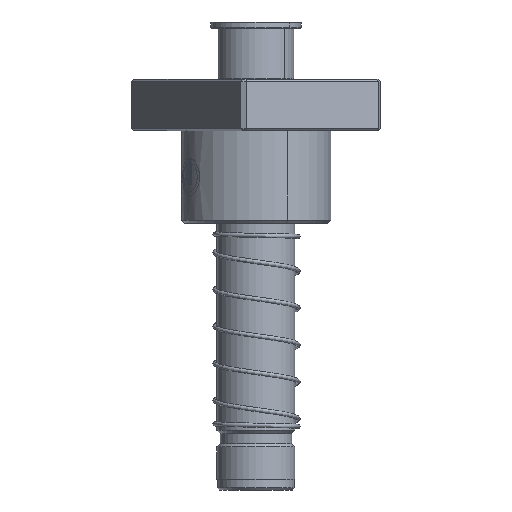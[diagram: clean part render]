
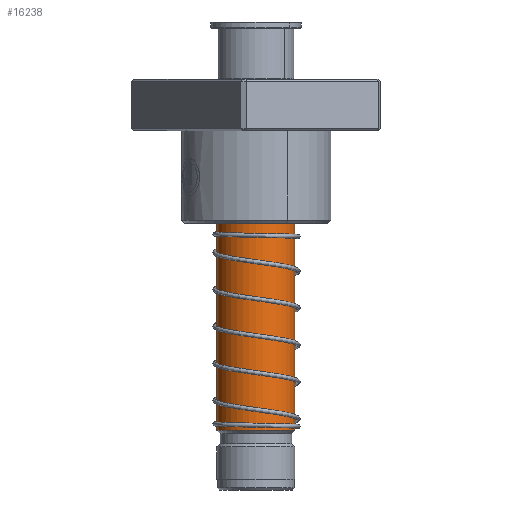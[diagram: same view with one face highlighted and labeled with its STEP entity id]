
A CAD part, front view. The second image highlights one B-rep face of the part: STEP entity #16238.
In plain terms, the highlighted cylindrical face has radius 19 mm (diameter 38 mm), a partial arc.
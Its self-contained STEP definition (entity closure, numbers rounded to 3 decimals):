
#114 = ORIENTED_EDGE ( 'NONE', *, *, #6656, .F. ) ;
#464 = EDGE_LOOP ( 'NONE', ( #114, #15173, #16191, #10135 ) ) ;
#681 = DIRECTION ( 'NONE',  ( 0., 0., -1. ) ) ;
#2350 = DIRECTION ( 'NONE',  ( 0., 0., -1. ) ) ;
#3618 = DIRECTION ( 'NONE',  ( -1., 0., 0. ) ) ;
#4494 = FACE_OUTER_BOUND ( 'NONE', #464, .T. ) ;
#4996 = CIRCLE ( 'NONE', #34318, 19. ) ;
#5929 = VERTEX_POINT ( 'NONE', #33796 ) ;
#6521 = CARTESIAN_POINT ( 'NONE',  ( 19., 0., 197. ) ) ;
#6537 = AXIS2_PLACEMENT_3D ( 'NONE', #15941, #2350, #7937 ) ;
#6656 = EDGE_CURVE ( 'NONE', #8056, #5929, #15131, .T. ) ;
#7806 = LINE ( 'NONE', #22474, #10334 ) ;
#7937 = DIRECTION ( 'NONE',  ( -1., 0., 0. ) ) ;
#8056 = VERTEX_POINT ( 'NONE', #6521 ) ;
#8317 = DIRECTION ( 'NONE',  ( 0., 0., -1. ) ) ;
#8322 = DIRECTION ( 'NONE',  ( 1., 0., 0. ) ) ;
#10135 = ORIENTED_EDGE ( 'NONE', *, *, #29283, .F. ) ;
#10334 = VECTOR ( 'NONE', #25195, 1000. ) ;
#11525 = CARTESIAN_POINT ( 'NONE',  ( 0., 0., 197. ) ) ;
#12354 = DIRECTION ( 'NONE',  ( 0., 0., -1. ) ) ;
#13541 = CIRCLE ( 'NONE', #16381, 19. ) ;
#14276 = CYLINDRICAL_SURFACE ( 'NONE', #6537, 19. ) ;
#15131 = LINE ( 'NONE', #26051, #30342 ) ;
#15173 = ORIENTED_EDGE ( 'NONE', *, *, #24708, .T. ) ;
#15941 = CARTESIAN_POINT ( 'NONE',  ( 0., 0., 200. ) ) ;
#16191 = ORIENTED_EDGE ( 'NONE', *, *, #17912, .T. ) ;
#16238 = ADVANCED_FACE ( 'NONE', ( #4494 ), #14276, .T. ) ;
#16381 = AXIS2_PLACEMENT_3D ( 'NONE', #16988, #681, #3618 ) ;
#16988 = CARTESIAN_POINT ( 'NONE',  ( 0., 0., 29. ) ) ;
#17912 = EDGE_CURVE ( 'NONE', #32181, #28517, #7806, .T. ) ;
#22474 = CARTESIAN_POINT ( 'NONE',  ( -19., 0., 200. ) ) ;
#24708 = EDGE_CURVE ( 'NONE', #8056, #32181, #4996, .T. ) ;
#25195 = DIRECTION ( 'NONE',  ( 0., 0., -1. ) ) ;
#25879 = CARTESIAN_POINT ( 'NONE',  ( -19., 0., 29. ) ) ;
#26051 = CARTESIAN_POINT ( 'NONE',  ( 19., 0., 200. ) ) ;
#28517 = VERTEX_POINT ( 'NONE', #25879 ) ;
#29283 = EDGE_CURVE ( 'NONE', #5929, #28517, #13541, .T. ) ;
#30342 = VECTOR ( 'NONE', #12354, 1000. ) ;
#32181 = VERTEX_POINT ( 'NONE', #32357 ) ;
#32357 = CARTESIAN_POINT ( 'NONE',  ( -19., 0., 197. ) ) ;
#33796 = CARTESIAN_POINT ( 'NONE',  ( 19., 0., 29. ) ) ;
#34318 = AXIS2_PLACEMENT_3D ( 'NONE', #11525, #8317, #8322 ) ;
